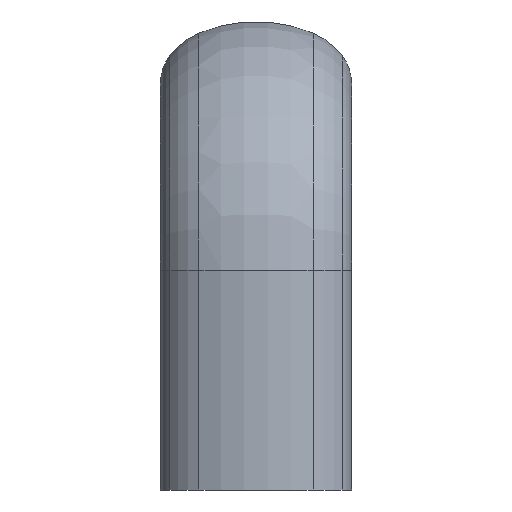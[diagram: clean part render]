
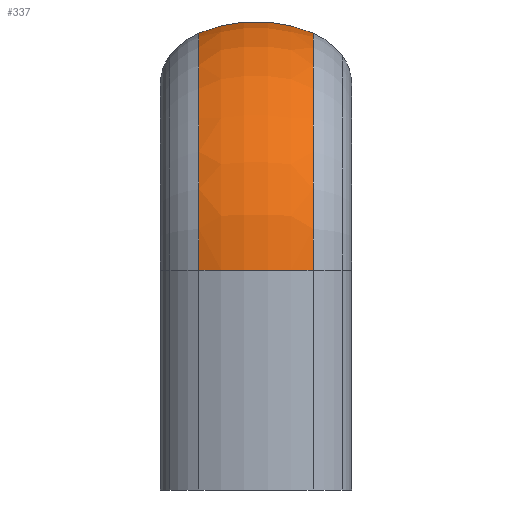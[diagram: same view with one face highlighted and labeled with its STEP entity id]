
A CAD part, left-side view. The second image highlights one B-rep face of the part: STEP entity #337.
In plain terms, the highlighted toroidal (fillet/blend) face has major radius 10.801 mm and minor radius 15.199 mm.
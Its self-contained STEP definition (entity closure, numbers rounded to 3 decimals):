
#337=ADVANCED_FACE('',(#923),#924,.T.);
#353=EDGE_CURVE('',#459,#865,#941,.T.);
#459=VERTEX_POINT('',#1058);
#535=EDGE_CURVE('',#587,#553,#1145,.T.);
#543=EDGE_CURVE('',#553,#865,#1154,.T.);
#553=VERTEX_POINT('',#1166);
#573=EDGE_CURVE('',#587,#459,#1187,.T.);
#587=VERTEX_POINT('',#1202);
#865=VERTEX_POINT('',#1517);
#923=FACE_OUTER_BOUND('',#1578,.T.);
#924=TOROIDAL_SURFACE('',#1579,10.801,15.199);
#941=CIRCLE('',#1603,15.199);
#1058=CARTESIAN_POINT('',(19.5,-5.967,47.78));
#1145=CIRCLE('',#1861,15.199);
#1154=CIRCLE('',#1872,24.78);
#1166=CARTESIAN_POINT('',(-5.28,5.967,23.0));
#1187=CIRCLE('',#1915,24.78);
#1202=CARTESIAN_POINT('',(-5.28,-5.967,23.0));
#1517=CARTESIAN_POINT('',(19.5,5.967,47.78));
#1578=EDGE_LOOP('',(#2397,#2398,#2399,#2400));
#1579=AXIS2_PLACEMENT_3D('',#2401,#2402,#2403);
#1603=AXIS2_PLACEMENT_3D('',#2415,#2416,#2417);
#1861=AXIS2_PLACEMENT_3D('',#2696,#2697,#2698);
#1872=AXIS2_PLACEMENT_3D('',#2710,#2711,#2712);
#1915=AXIS2_PLACEMENT_3D('',#2754,#2755,#2756);
#2397=ORIENTED_EDGE('',*,*,#353,.T.);
#2398=ORIENTED_EDGE('',*,*,#543,.F.);
#2399=ORIENTED_EDGE('',*,*,#535,.F.);
#2400=ORIENTED_EDGE('',*,*,#573,.T.);
#2401=CARTESIAN_POINT('',(19.5,0.,23.0));
#2402=DIRECTION('',(0.0,1.0,0.0));
#2403=DIRECTION('',(0.0,0.0,-1.0));
#2415=CARTESIAN_POINT('',(19.5,0.,33.801));
#2416=DIRECTION('',(-1.0,0.0,0.));
#2417=DIRECTION('',(0.,0.393,0.92));
#2696=CARTESIAN_POINT('',(8.699,0.,23.0));
#2697=DIRECTION('',(0.0,0.0,-1.0));
#2698=DIRECTION('',(-0.92,0.393,0.0));
#2710=CARTESIAN_POINT('',(19.5,5.967,23.0));
#2711=DIRECTION('',(0.0,1.0,0.0));
#2712=DIRECTION('',(-1.0,0.0,0.0));
#2754=CARTESIAN_POINT('',(19.5,-5.967,23.0));
#2755=DIRECTION('',(0.0,1.0,0.0));
#2756=DIRECTION('',(-1.0,0.0,0.0));
